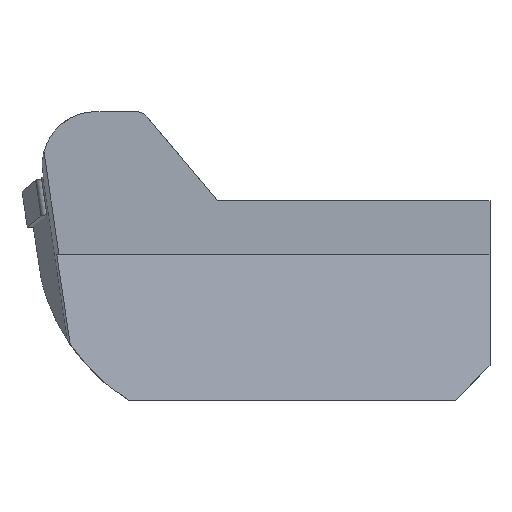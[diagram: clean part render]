
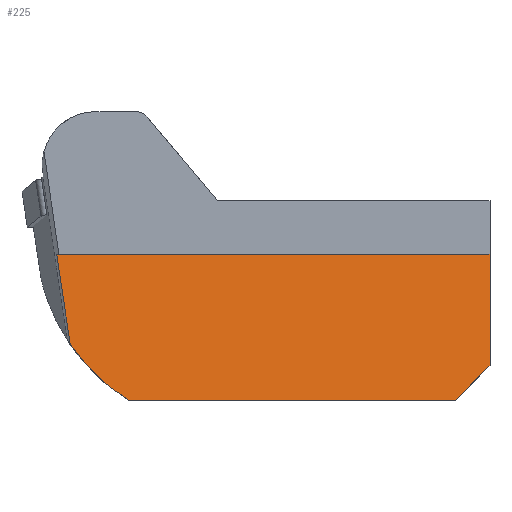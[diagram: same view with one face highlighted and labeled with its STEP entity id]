
A CAD part, top view. The second image highlights one B-rep face of the part: STEP entity #225.
In plain terms, the highlighted planar face has unit normal (0, 0.139, 0.99).
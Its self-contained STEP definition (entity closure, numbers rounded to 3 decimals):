
#193=B_SPLINE_CURVE_WITH_KNOTS('',3,(#1949,#1950,#1951,#1952),
 .UNSPECIFIED.,.F.,.F.,(4,4),(0.,1.),.UNSPECIFIED.);
#225=ADVANCED_FACE('',(#340),#292,.T.);
#292=PLANE('',#1372);
#340=FACE_OUTER_BOUND('',#396,.T.);
#396=EDGE_LOOP('',(#540,#541,#542,#543,#544,#545));
#540=ORIENTED_EDGE('',*,*,#966,.F.);
#541=ORIENTED_EDGE('',*,*,#977,.T.);
#542=ORIENTED_EDGE('',*,*,#950,.T.);
#543=ORIENTED_EDGE('',*,*,#978,.F.);
#544=ORIENTED_EDGE('',*,*,#979,.F.);
#545=ORIENTED_EDGE('',*,*,#980,.F.);
#830=VERTEX_POINT('',#1860);
#835=VERTEX_POINT('',#1869);
#849=VERTEX_POINT('',#1927);
#850=VERTEX_POINT('',#1928);
#856=VERTEX_POINT('',#1954);
#857=VERTEX_POINT('',#1956);
#950=EDGE_CURVE('',#830,#835,#1108,.T.);
#966=EDGE_CURVE('',#849,#850,#1114,.T.);
#977=EDGE_CURVE('',#849,#830,#193,.T.);
#978=EDGE_CURVE('',#856,#835,#1121,.T.);
#979=EDGE_CURVE('',#857,#856,#1122,.T.);
#980=EDGE_CURVE('',#850,#857,#1123,.T.);
#1108=LINE('',#1870,#1211);
#1114=LINE('',#1926,#1217);
#1121=LINE('',#1953,#1224);
#1122=LINE('',#1955,#1225);
#1123=LINE('',#1957,#1226);
#1211=VECTOR('',#1512,1.);
#1217=VECTOR('',#1528,1.);
#1224=VECTOR('',#1545,1.);
#1225=VECTOR('',#1546,1.);
#1226=VECTOR('',#1547,1.);
#1372=AXIS2_PLACEMENT_3D('',#1958,#1548,#1549);
#1512=DIRECTION('',(1.,0.,0.));
#1528=DIRECTION('',(-0.148,0.979,-0.138));
#1545=DIRECTION('',(-0.704,-0.704,0.099));
#1546=DIRECTION('',(0.,-0.99,0.139));
#1547=DIRECTION('',(1.,0.,0.));
#1548=DIRECTION('',(0.,0.139,0.99));
#1549=DIRECTION('',(0.,-0.99,0.139));
#1860=CARTESIAN_POINT('',(-30.609,-26.,2.67));
#1869=CARTESIAN_POINT('',(12.,-26.,2.67));
#1870=CARTESIAN_POINT('',(-51.15,-26.,2.67));
#1926=CARTESIAN_POINT('',(-40.203,-5.382,-0.227));
#1927=CARTESIAN_POINT('',(-38.196,-18.704,1.645));
#1928=CARTESIAN_POINT('',(-39.96,-7.,0.));
#1949=CARTESIAN_POINT('',(-38.196,-18.704,1.645));
#1950=CARTESIAN_POINT('',(-36.188,-21.637,2.057));
#1951=CARTESIAN_POINT('',(-33.629,-24.1,2.403));
#1952=CARTESIAN_POINT('',(-30.609,-26.,2.67));
#1953=CARTESIAN_POINT('',(-9.673,-47.673,5.716));
#1954=CARTESIAN_POINT('',(16.5,-21.5,2.038));
#1955=CARTESIAN_POINT('',(16.5,-7.,0.));
#1956=CARTESIAN_POINT('',(16.5,-7.,0.));
#1957=CARTESIAN_POINT('',(-51.15,-7.,0.));
#1958=CARTESIAN_POINT('',(-51.15,-7.,0.));
